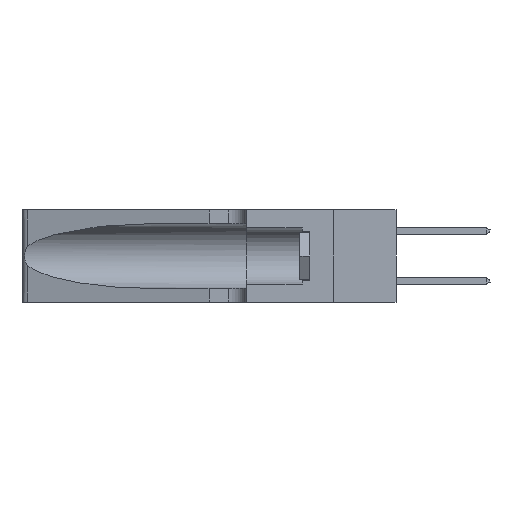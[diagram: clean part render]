
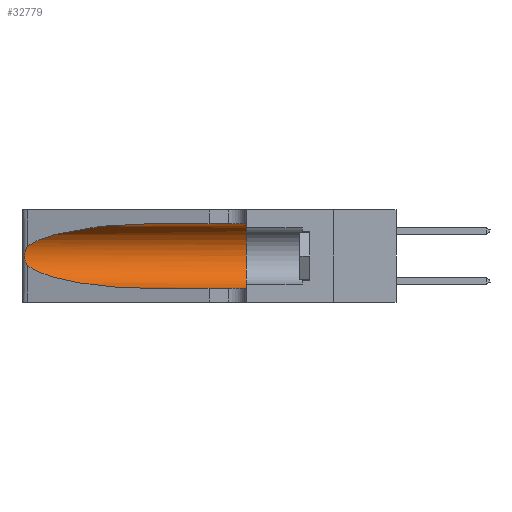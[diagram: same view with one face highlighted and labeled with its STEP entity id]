
A CAD part, left-side view. The second image highlights one B-rep face of the part: STEP entity #32779.
In plain terms, the highlighted cylindrical face has radius 3.308 mm (diameter 6.617 mm), a partial arc.
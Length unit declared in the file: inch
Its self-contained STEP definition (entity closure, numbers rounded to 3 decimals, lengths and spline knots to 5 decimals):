
#684 = ORIENTED_EDGE ( 'NONE', *, *, #18983, .F. ) ;
#1845 = CARTESIAN_POINT ( 'NONE',  ( 0.25854, 1.2359, 0.20912 ) ) ;
#2807 = AXIS2_PLACEMENT_3D ( 'NONE', #24851, #8662, #3144 ) ;
#3084 = FACE_OUTER_BOUND ( 'NONE', #10260, .T. ) ;
#3144 = DIRECTION ( 'NONE',  ( 0., 0., -1. ) ) ;
#3886 = ORIENTED_EDGE ( 'NONE', *, *, #6697, .T. ) ;
#4455 = DIRECTION ( 'NONE',  ( 0., 1., 0. ) ) ;
#4598 = B_SPLINE_CURVE_WITH_KNOTS ( 'NONE', 3,
 ( #31517, #26211, #34316, #18110, #1845, #20858, #4658, #23618, #7415, #26334, #10108, #29022, #12807, #31748 ),
 .UNSPECIFIED., .F., .F.,
 ( 4, 2, 2, 2, 2, 2, 4 ),
 ( 0., 0.00027, 0.00053, 0.00107, 0.0016, 0.00187, 0.00214 ),
 .UNSPECIFIED. ) ;
#4658 = CARTESIAN_POINT ( 'NONE',  ( 0.26075, 1.23896, 0.19203 ) ) ;
#4976 = EDGE_CURVE ( 'NONE', #13836, #19365, #10886, .T. ) ;
#6549 = CARTESIAN_POINT ( 'NONE',  ( 0.2373, 1.15595, 0.28018 ) ) ;
#6697 = EDGE_CURVE ( 'NONE', #12174, #13836, #4598, .T. ) ;
#7415 = CARTESIAN_POINT ( 'NONE',  ( 0.26017, 1.23833, 0.17102 ) ) ;
#7762 = CARTESIAN_POINT ( 'NONE',  ( 0.1305, 1.61858, 0.05475 ) ) ;
#8656 = CARTESIAN_POINT ( 'NONE',  ( 0.1305, 1.61858, 0.31525 ) ) ;
#8662 = DIRECTION ( 'NONE',  ( 0., -1., 0. ) ) ;
#9240 = EDGE_CURVE ( 'NONE', #19365, #24938, #18759, .T. ) ;
#10108 = CARTESIAN_POINT ( 'NONE',  ( 0.25789, 1.23486, 0.15765 ) ) ;
#10260 = EDGE_LOOP ( 'NONE', ( #30854, #3886, #29286, #13302, #17685, #684 ) ) ;
#10886 =( BOUNDED_CURVE ( )  B_SPLINE_CURVE ( 3, ( #27357, #19186, #21930, #11148 ),
 .UNSPECIFIED., .F., .F. ) 
 B_SPLINE_CURVE_WITH_KNOTS ( ( 4, 4 ),
 ( 3.44316, 4.71239 ),
 .UNSPECIFIED. ) 
 CURVE ( )  GEOMETRIC_REPRESENTATION_ITEM ( )  RATIONAL_B_SPLINE_CURVE ( ( 1., 0.87, 0.87, 1. ) ) 
 REPRESENTATION_ITEM ( '' )  );
#11148 = CARTESIAN_POINT ( 'NONE',  ( 0.1305, 0.72297, 0.05475 ) ) ;
#11545 = LINE ( 'NONE', #8656, #18724 ) ;
#12174 = VERTEX_POINT ( 'NONE', #13835 ) ;
#12334 = AXIS2_PLACEMENT_3D ( 'NONE', #20659, #4455, #23425 ) ;
#12807 = CARTESIAN_POINT ( 'NONE',  ( 0.25555, 1.22993, 0.14849 ) ) ;
#13302 = ORIENTED_EDGE ( 'NONE', *, *, #9240, .T. ) ;
#13718 = CARTESIAN_POINT ( 'NONE',  ( 0.25487, 1.22718, 0.14631 ) ) ;
#13835 = CARTESIAN_POINT ( 'NONE',  ( 0.25487, 1.22718, 0.22369 ) ) ;
#13836 = VERTEX_POINT ( 'NONE', #13718 ) ;
#15275 = CARTESIAN_POINT ( 'NONE',  ( 0.1305, 0.35, 0.05475 ) ) ;
#16605 = CYLINDRICAL_SURFACE ( 'NONE', #2807, 0.13025 ) ;
#17236 = CARTESIAN_POINT ( 'NONE',  ( 0.1305, 0.72297, 0.31525 ) ) ;
#17685 = ORIENTED_EDGE ( 'NONE', *, *, #30928, .F. ) ;
#18110 = CARTESIAN_POINT ( 'NONE',  ( 0.25787, 1.23484, 0.2124 ) ) ;
#18724 = VECTOR ( 'NONE', #32966, 39.37008 ) ;
#18759 = LINE ( 'NONE', #7762, #31489 ) ;
#18983 = EDGE_CURVE ( 'NONE', #33538, #24412, #11545, .T. ) ;
#19186 = CARTESIAN_POINT ( 'NONE',  ( 0.2373, 1.15595, 0.08982 ) ) ;
#19365 = VERTEX_POINT ( 'NONE', #21016 ) ;
#20659 = CARTESIAN_POINT ( 'NONE',  ( 0.1305, 0.35, 0.185 ) ) ;
#20858 = CARTESIAN_POINT ( 'NONE',  ( 0.26018, 1.23835, 0.19895 ) ) ;
#21016 = CARTESIAN_POINT ( 'NONE',  ( 0.1305, 0.72297, 0.05475 ) ) ;
#21930 = CARTESIAN_POINT ( 'NONE',  ( 0.18966, 0.96281, 0.05475 ) ) ;
#23425 = DIRECTION ( 'NONE',  ( 0., 0., 1. ) ) ;
#23618 = CARTESIAN_POINT ( 'NONE',  ( 0.26075, 1.23896, 0.178 ) ) ;
#24412 = VERTEX_POINT ( 'NONE', #29287 ) ;
#24851 = CARTESIAN_POINT ( 'NONE',  ( 0.1305, 1.61858, 0.185 ) ) ;
#24938 = VERTEX_POINT ( 'NONE', #15275 ) ;
#25474 = CARTESIAN_POINT ( 'NONE',  ( 0.25487, 1.22718, 0.22369 ) ) ;
#26211 = CARTESIAN_POINT ( 'NONE',  ( 0.25555, 1.22994, 0.2215 ) ) ;
#26334 = CARTESIAN_POINT ( 'NONE',  ( 0.25856, 1.23593, 0.16098 ) ) ;
#27357 = CARTESIAN_POINT ( 'NONE',  ( 0.25487, 1.22718, 0.14631 ) ) ;
#28338 = CARTESIAN_POINT ( 'NONE',  ( 0.1305, 0.72297, 0.31525 ) ) ;
#29022 = CARTESIAN_POINT ( 'NONE',  ( 0.25639, 1.23186, 0.15144 ) ) ;
#29286 = ORIENTED_EDGE ( 'NONE', *, *, #4976, .T. ) ;
#29287 = CARTESIAN_POINT ( 'NONE',  ( 0.1305, 0.35, 0.31525 ) ) ;
#29372 = DIRECTION ( 'NONE',  ( 0., -1., 0. ) ) ;
#30785 = CARTESIAN_POINT ( 'NONE',  ( 0.18966, 0.96281, 0.31525 ) ) ;
#30843 =( BOUNDED_CURVE ( )  B_SPLINE_CURVE ( 3, ( #17236, #30785, #6549, #25474 ),
 .UNSPECIFIED., .F., .F. ) 
 B_SPLINE_CURVE_WITH_KNOTS ( ( 4, 4 ),
 ( 1.5708, 2.84003 ),
 .UNSPECIFIED. ) 
 CURVE ( )  GEOMETRIC_REPRESENTATION_ITEM ( )  RATIONAL_B_SPLINE_CURVE ( ( 1., 0.87, 0.87, 1. ) ) 
 REPRESENTATION_ITEM ( '' )  );
#30854 = ORIENTED_EDGE ( 'NONE', *, *, #32267, .T. ) ;
#30928 = EDGE_CURVE ( 'NONE', #24412, #24938, #33229, .T. ) ;
#31489 = VECTOR ( 'NONE', #29372, 39.37008 ) ;
#31517 = CARTESIAN_POINT ( 'NONE',  ( 0.25487, 1.22718, 0.22369 ) ) ;
#31748 = CARTESIAN_POINT ( 'NONE',  ( 0.25487, 1.22718, 0.14631 ) ) ;
#32267 = EDGE_CURVE ( 'NONE', #33538, #12174, #30843, .T. ) ;
#32779 = ADVANCED_FACE ( 'NONE', ( #3084 ), #16605, .F. ) ;
#32966 = DIRECTION ( 'NONE',  ( 0., -1., 0. ) ) ;
#33229 = CIRCLE ( 'NONE', #12334, 0.13025 ) ;
#33538 = VERTEX_POINT ( 'NONE', #28338 ) ;
#34316 = CARTESIAN_POINT ( 'NONE',  ( 0.25639, 1.23184, 0.21858 ) ) ;
